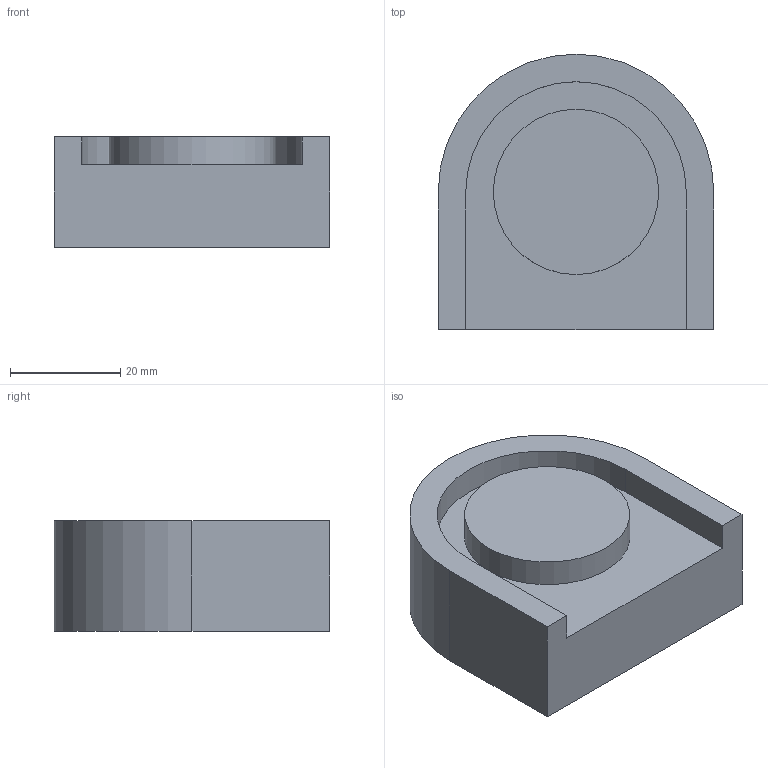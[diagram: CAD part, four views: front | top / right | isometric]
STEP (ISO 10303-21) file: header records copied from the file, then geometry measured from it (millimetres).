
FILE_DESCRIPTION(/* description */ (''),/* implementation_level */ '2;1');
FILE_NAME(/* name */'Testmodel_01.step',/* time_stamp */ '2020-11-08T02:02:21+01:00',/* author */ (''),/* organization */ (''),/* preprocessor_version */ 'ST-DEVELOPER v18.1',/* originating_system */ 'Autodesk Translation Framework v9.3.0.1241',/* authorisation */ '');
FILE_SCHEMA (('AUTOMOTIVE_DESIGN { 1 0 10303 214 3 1 1 }'));
Length unit declared in the file: millimetre
Products named in the file (1): (Unsaved)
Bounding box: 50 x 50 x 20 mm (x, y, z)
Volume: 40027.7 mm3; surface area: 8869.7 mm2
Topology: 1 solids, 1 shells, 12 faces, 27 edges, 18 vertices
Faces by surface type: plane 9, cylinder 3
Full cylindrical faces by diameter (mm): 30 x1
Entity records: 370 total; most frequent: DIRECTION 59, CARTESIAN_POINT 58, ORIENTED_EDGE 54, EDGE_CURVE 27, LINE 21, VECTOR 21, AXIS2_PLACEMENT_3D 19, VERTEX_POINT 18
